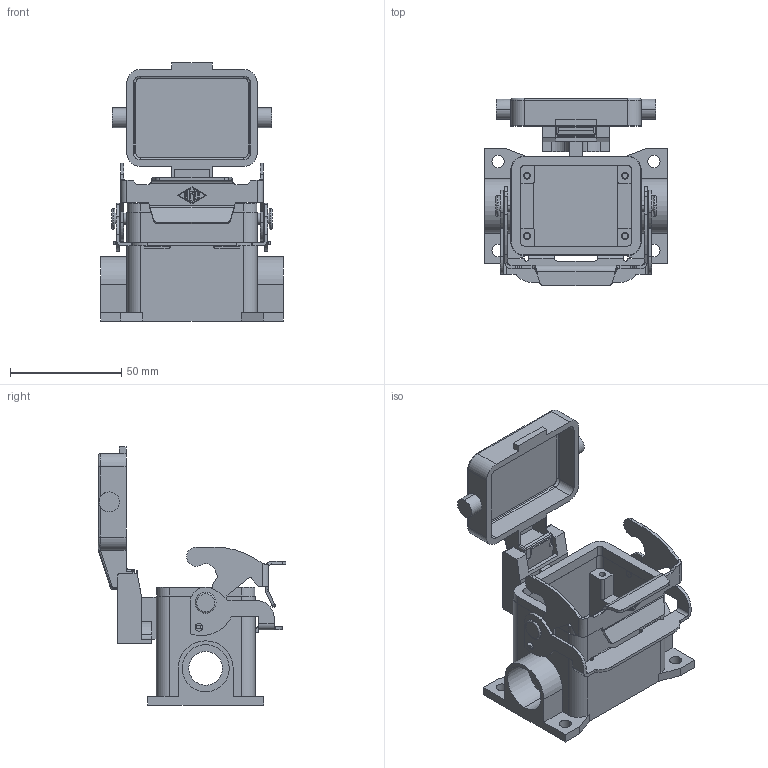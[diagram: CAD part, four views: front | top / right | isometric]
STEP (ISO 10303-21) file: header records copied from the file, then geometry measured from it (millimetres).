
FILE_DESCRIPTION((''),'2;1');
FILE_NAME('CVP 06 LS2.stp','2007-01-05T08:45:01',('gembarski'),(''),'Autodesk Inventor 7','Autodesk Inventor 7','');
FILE_SCHEMA(('AUTOMOTIVE_DESIGN { 1 0 10303 214 1 1 1 1 }'));
Length unit declared in the file: millimetre
Products named in the file (1): CVP 06 LS2
Bounding box: 82 x 84.23 x 116 mm (x, y, z)
Volume: 93613.9 mm3; surface area: 54749 mm2
Topology: 4 solids, 4 shells, 571 faces, 1536 edges, 1002 vertices
Faces by surface type: plane 221, cylinder 185, bspline 149, torus 10, cone 4, sphere 2
Entity records: 20991 total; most frequent: CARTESIAN_POINT 6740, ORIENTED_EDGE 3058, DIRECTION 2863, EDGE_CURVE 1529, VERTEX_POINT 1002, AXIS2_PLACEMENT_3D 957, VECTOR 949, LINE 949
